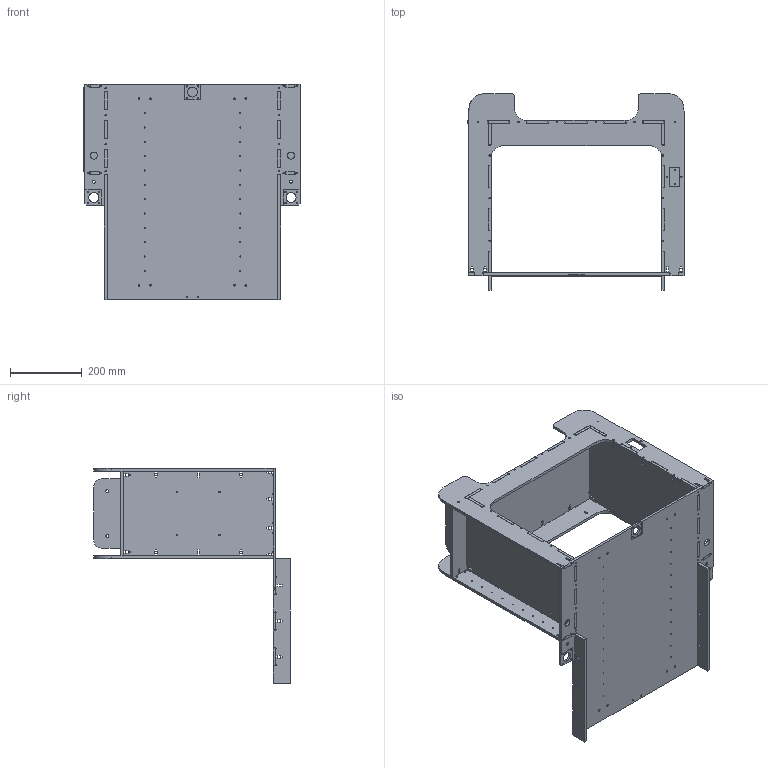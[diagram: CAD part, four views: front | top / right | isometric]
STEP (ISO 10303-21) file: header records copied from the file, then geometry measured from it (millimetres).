
FILE_DESCRIPTION(/* description */ (''),/* implementation_level */ '2;1');
FILE_NAME(/* name */ 'Assembly v4.step',/* time_stamp */ '2019-03-03T15:42:45+01:00',/* author */ ('emytass'),/* organization */ (''),/* preprocessor_version */ 'ST-DEVELOPER v17.2',/* originating_system */ 'Autodesk Translation Framework v7.6.0.251',/* authorisation */ '');
FILE_SCHEMA (('AUTOMOTIVE_DESIGN { 1 0 10303 214 3 1 1 }'));
Length unit declared in the file: millimetre
Products named in the file (9): Assembly; Bottom-plate-IIIS-rev1_8mm v1; Bottom-plate-IIIS-square-rev1-40mm_8mm v1; Bottom-plate-IIIS-square-rev1-40mm_8mm v1 (1); Square-plate-IIIS-electronics-rev1_8mm v1; Square-plate-IIIS-power-rev1_8mm v1; XZ2-plate-IIIS-rev2_8mm v1; Top-plate-IIIS-rev1_8mm v1; XZ1-plate-IIIS-rev1_8mm v1
Assembly tree (8 placements, depth 2):
  Assembly
    Bottom-plate-IIIS-rev1_8mm v1
    Bottom-plate-IIIS-square-rev1-40mm_8mm v1
    Bottom-plate-IIIS-square-rev1-40mm_8mm v1 (1)
    Square-plate-IIIS-electronics-rev1_8mm v1
    Square-plate-IIIS-power-rev1_8mm v1
    XZ2-plate-IIIS-rev2_8mm v1
    Top-plate-IIIS-rev1_8mm v1
    XZ1-plate-IIIS-rev1_8mm v1
Bounding box: 602.59 x 548 x 600 mm (x, y, z)
Volume: 7394890.6 mm3; surface area: 2033482.4 mm2
Topology: 8 solids, 8 shells, 1387 faces, 4128 edges, 2757 vertices
Faces by surface type: plane 1018, cylinder 365, bspline 4
Full cylindrical faces by diameter (mm): 3 x54, 4 x66, 4.02 x8, 5 x8, 8 x6, 20 x2, 28 x3
Entity records: 47555 total; most frequent: CARTESIAN_POINT 8638, ORIENTED_EDGE 8256, DIRECTION 7659, EDGE_CURVE 4128, LINE 3367, VECTOR 3367, VERTEX_POINT 2757, AXIS2_PLACEMENT_3D 2146
